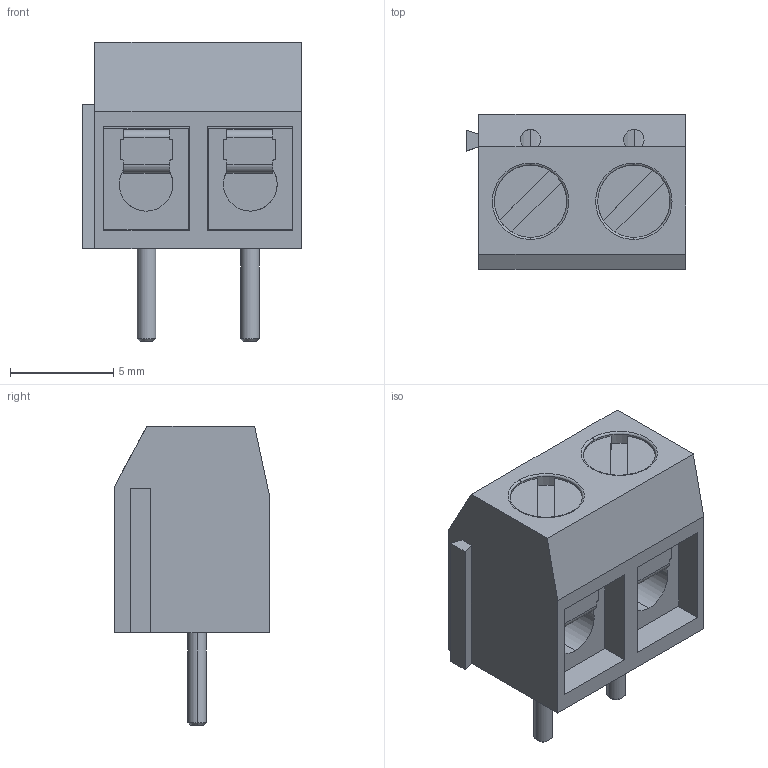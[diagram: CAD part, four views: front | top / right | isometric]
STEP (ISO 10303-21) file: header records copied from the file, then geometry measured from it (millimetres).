
FILE_DESCRIPTION (( 'STEP AP214' ), '1' );
FILE_NAME ('30.702.STEP', '2025-01-31T08:41:51', ( '' ), ( '' ), 'SwSTEP 2.0', 'SolidWorks 2020', '' );
FILE_SCHEMA (( 'AUTOMOTIVE_DESIGN' ));
Length unit declared in the file: millimetre
Products named in the file (1): 30.702
Bounding box: 10.6 x 7.5 x 14.5 mm (x, y, z)
Volume: 568.2 mm3; surface area: 1072.2 mm2
Topology: 1 solids, 1 shells, 135 faces, 378 edges, 246 vertices
Faces by surface type: plane 81, cylinder 46, cone 4, torus 4
Entity records: 4897 total; most frequent: CARTESIAN_POINT 784, DIRECTION 764, ORIENTED_EDGE 756, EDGE_CURVE 378, AXIS2_PLACEMENT_3D 256, LINE 252, VECTOR 252, VERTEX_POINT 246
